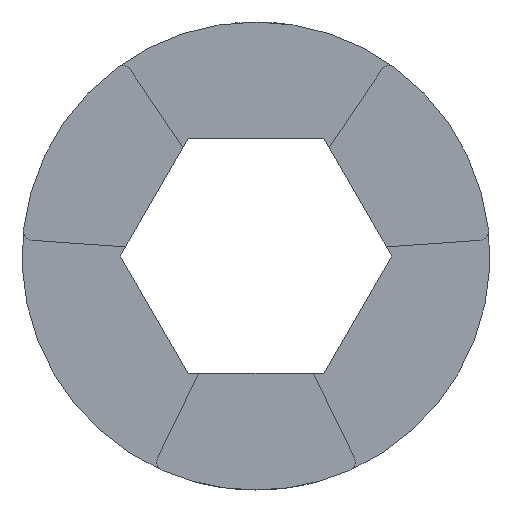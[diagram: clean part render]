
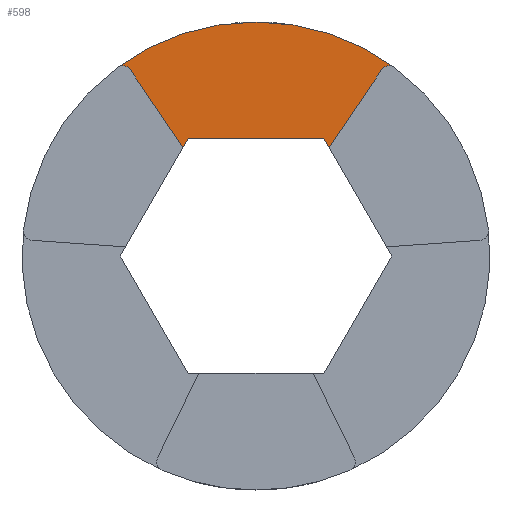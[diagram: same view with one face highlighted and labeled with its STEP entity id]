
A CAD part, front view. The second image highlights one B-rep face of the part: STEP entity #598.
In plain terms, the highlighted planar face has unit normal (0, -1, 0).
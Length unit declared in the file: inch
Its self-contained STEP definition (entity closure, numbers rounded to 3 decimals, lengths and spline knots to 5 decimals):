
#59 = DIRECTION ( 'NONE',  ( 0., 0., -1. ) ) ;
#89 = CARTESIAN_POINT ( 'NONE',  ( 0., -0.08, 0. ) ) ;
#111 = CARTESIAN_POINT ( 'NONE',  ( 0., -0.08, 0.5 ) ) ;
#161 = EDGE_CURVE ( 'NONE', #1810, #567, #612, .T. ) ;
#178 = CARTESIAN_POINT ( 'NONE',  ( -0.28476, -0.08, 0.38641 ) ) ;
#191 = LINE ( 'NONE', #1353, #1074 ) ;
#261 = LINE ( 'NONE', #1938, #1444 ) ;
#288 = AXIS2_PLACEMENT_3D ( 'NONE', #868, #707, #558 ) ;
#295 = CARTESIAN_POINT ( 'NONE',  ( 0.29663, -0.08, 0.40251 ) ) ;
#300 = DIRECTION ( 'NONE',  ( -0.5, 0., 0.866 ) ) ;
#328 = VERTEX_POINT ( 'NONE', #554 ) ;
#365 = CARTESIAN_POINT ( 'NONE',  ( 0.15616, -0.08, 0.23152 ) ) ;
#414 = DIRECTION ( 'NONE',  ( -0.559, 0., 0.829 ) ) ;
#464 = EDGE_CURVE ( 'NONE', #844, #1708, #837, .T. ) ;
#554 = CARTESIAN_POINT ( 'NONE',  ( -0.14491, -0.08, 0.251 ) ) ;
#558 = DIRECTION ( 'NONE',  ( 0., 0., -1. ) ) ;
#561 = PLANE ( 'NONE',  #1120 ) ;
#567 = VERTEX_POINT ( 'NONE', #1026 ) ;
#571 = VECTOR ( 'NONE', #776, 39.37008 ) ;
#592 = VERTEX_POINT ( 'NONE', #1277 ) ;
#598 = ADVANCED_FACE ( 'NONE', ( #1342 ), #561, .T. ) ;
#603 = ORIENTED_EDGE ( 'NONE', *, *, #464, .T. ) ;
#612 = CIRCLE ( 'NONE', #856, 0.02 ) ;
#689 = EDGE_CURVE ( 'NONE', #1708, #1810, #1684, .T. ) ;
#707 = DIRECTION ( 'NONE',  ( 0., 1., 0. ) ) ;
#716 = CARTESIAN_POINT ( 'NONE',  ( -0.2796, -0.08, 0.41452 ) ) ;
#722 = DIRECTION ( 'NONE',  ( -0.5, 0., -0.866 ) ) ;
#741 = ORIENTED_EDGE ( 'NONE', *, *, #689, .T. ) ;
#748 = CARTESIAN_POINT ( 'NONE',  ( 0., -0.08, 0. ) ) ;
#758 = LINE ( 'NONE', #1868, #1746 ) ;
#776 = DIRECTION ( 'NONE',  ( -1., 0., 0. ) ) ;
#837 = CIRCLE ( 'NONE', #1897, 0.5 ) ;
#844 = VERTEX_POINT ( 'NONE', #295 ) ;
#856 = AXIS2_PLACEMENT_3D ( 'NONE', #178, #1833, #1093 ) ;
#868 = CARTESIAN_POINT ( 'NONE',  ( 0.28476, -0.08, 0.38641 ) ) ;
#884 = VERTEX_POINT ( 'NONE', #964 ) ;
#885 = CARTESIAN_POINT ( 'NONE',  ( 0., -0.08, 0. ) ) ;
#903 = CARTESIAN_POINT ( 'NONE',  ( 0.14491, -0.08, 0.251 ) ) ;
#942 = EDGE_LOOP ( 'NONE', ( #1836, #1316, #1971, #603, #741, #1760, #1164, #1626, #1178 ) ) ;
#961 = EDGE_CURVE ( 'NONE', #884, #994, #758, .T. ) ;
#964 = CARTESIAN_POINT ( 'NONE',  ( 0.26818, -0.08, 0.39759 ) ) ;
#994 = VERTEX_POINT ( 'NONE', #365 ) ;
#1026 = CARTESIAN_POINT ( 'NONE',  ( -0.26818, -0.08, 0.39759 ) ) ;
#1074 = VECTOR ( 'NONE', #300, 39.37008 ) ;
#1080 = AXIS2_PLACEMENT_3D ( 'NONE', #748, #1139, #1761 ) ;
#1093 = DIRECTION ( 'NONE',  ( 0., 0., -1. ) ) ;
#1098 = VERTEX_POINT ( 'NONE', #903 ) ;
#1117 = DIRECTION ( 'NONE',  ( -0.559, 0., -0.829 ) ) ;
#1120 = AXIS2_PLACEMENT_3D ( 'NONE', #89, #1906, #59 ) ;
#1139 = DIRECTION ( 'NONE',  ( 0., -1., 0. ) ) ;
#1158 = DIRECTION ( 'NONE',  ( 0., 0., -1. ) ) ;
#1164 = ORIENTED_EDGE ( 'NONE', *, *, #1441, .F. ) ;
#1165 = DIRECTION ( 'NONE',  ( 0., -1., 0. ) ) ;
#1178 = ORIENTED_EDGE ( 'NONE', *, *, #1338, .F. ) ;
#1189 = VECTOR ( 'NONE', #414, 39.37008 ) ;
#1277 = CARTESIAN_POINT ( 'NONE',  ( -0.15616, -0.08, 0.23152 ) ) ;
#1281 = CIRCLE ( 'NONE', #288, 0.02 ) ;
#1316 = ORIENTED_EDGE ( 'NONE', *, *, #961, .F. ) ;
#1323 = EDGE_CURVE ( 'NONE', #994, #1098, #191, .T. ) ;
#1338 = EDGE_CURVE ( 'NONE', #1098, #328, #1785, .T. ) ;
#1342 = FACE_OUTER_BOUND ( 'NONE', #942, .T. ) ;
#1353 = CARTESIAN_POINT ( 'NONE',  ( 0.28983, -0.08, 0. ) ) ;
#1404 = EDGE_CURVE ( 'NONE', #884, #844, #1281, .T. ) ;
#1441 = EDGE_CURVE ( 'NONE', #592, #567, #1940, .T. ) ;
#1444 = VECTOR ( 'NONE', #722, 39.37008 ) ;
#1482 = CARTESIAN_POINT ( 'NONE',  ( -0.29663, -0.08, 0.40251 ) ) ;
#1626 = ORIENTED_EDGE ( 'NONE', *, *, #1902, .F. ) ;
#1684 = CIRCLE ( 'NONE', #1080, 0.5 ) ;
#1696 = CARTESIAN_POINT ( 'NONE',  ( 0.14491, -0.08, 0.251 ) ) ;
#1708 = VERTEX_POINT ( 'NONE', #111 ) ;
#1746 = VECTOR ( 'NONE', #1117, 39.37008 ) ;
#1760 = ORIENTED_EDGE ( 'NONE', *, *, #161, .T. ) ;
#1761 = DIRECTION ( 'NONE',  ( 0., 0., -1. ) ) ;
#1785 = LINE ( 'NONE', #1696, #571 ) ;
#1810 = VERTEX_POINT ( 'NONE', #1482 ) ;
#1833 = DIRECTION ( 'NONE',  ( 0., 1., 0. ) ) ;
#1836 = ORIENTED_EDGE ( 'NONE', *, *, #1323, .F. ) ;
#1868 = CARTESIAN_POINT ( 'NONE',  ( 0.15616, -0.08, 0.23152 ) ) ;
#1897 = AXIS2_PLACEMENT_3D ( 'NONE', #885, #1165, #1158 ) ;
#1902 = EDGE_CURVE ( 'NONE', #328, #592, #261, .T. ) ;
#1906 = DIRECTION ( 'NONE',  ( 0., -1., 0. ) ) ;
#1938 = CARTESIAN_POINT ( 'NONE',  ( -0.14491, -0.08, 0.251 ) ) ;
#1940 = LINE ( 'NONE', #716, #1189 ) ;
#1971 = ORIENTED_EDGE ( 'NONE', *, *, #1404, .T. ) ;
